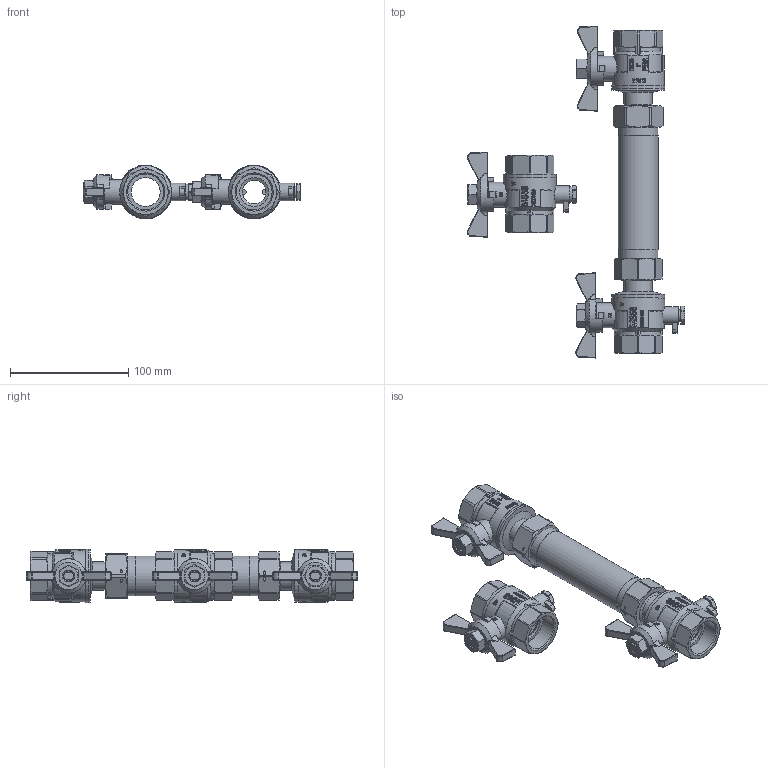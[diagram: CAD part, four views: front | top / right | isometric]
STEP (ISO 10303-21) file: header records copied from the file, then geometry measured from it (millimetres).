
FILE_DESCRIPTION(/* description */ ('Unknown'),/* implementation_level */ '2;1');
FILE_NAME(/* name */ '80120004',/* time_stamp */ '2023-07-12T13:02:45+02:00',/* author */ ('Unknown'),/* organization */ ('Unknown'),/* preprocessor_version */ 'ST-DEVELOPER v18.102',/* originating_system */ 'Solid Edge',/* authorisation */ 'Unknown');
FILE_SCHEMA (('AUTOMOTIVE_DESIGN {1 0 10303 214 3 1 1}'));
Length unit declared in the file: millimetre
Products named in the file (41): 80120004; 708-66-ø24_aktuell_oa_0; 708-1-Kvrper-co_oa_1; Verschraubung; Gehduse; 724-66-Zusammenbau; _berwurfmutter; Speerring; Dichtung; Mutter; 1; 708-1-Spindel-co_oa_2; Spindel; Stopfbuchse; 722-66_oa_3; B1; F-griff-1.1; M10-1-Mutter-al.g..1; Kvrper-co_oa_4; Schtaube; Kvrper; Spindel-co_oa_5; verschraubung-co; Einschraubteil; Sperring; 98708712-1x130; 712-06_oa_6; Spindel-co_oa_7; Kvrper-co_oa_8; 600-1-Mutter-fl.g.
Assembly tree (40 placements, depth 5):
  80120004
    708-66-ø24_aktuell_oa_0
      708-1-Kvrper-co_oa_1
        Verschraubung
        Gehduse
        724-66-Zusammenbau
          _berwurfmutter
          Speerring
          Dichtung
      Mutter
      1
      708-1-Spindel-co_oa_2
        Spindel
        Stopfbuchse
    722-66_oa_3
      B1
        F-griff-1.1
        M10-1-Mutter-al.g..1
      Kvrper-co_oa_4
        Schtaube
        Kvrper
      Spindel-co_oa_5
        Spindel
        Stopfbuchse
      verschraubung-co
        _berwurfmutter
        Einschraubteil
        Dichtung
        Sperring
    98708712-1x130
    712-06_oa_6
      Spindel-co_oa_7
        Spindel
        Stopfbuchse
      1
      Kvrper-co_oa_8
        Einschraubteil
        Kvrper
        Dichtung
        Schtaube
      600-1-Mutter-fl.g.
Bounding box: 183.9 x 280.7 x 45.36 mm (x, y, z)
Volume: 218321.6 mm3; surface area: 135336 mm2
Topology: 28 solids, 28 shells, 3529 faces, 9797 edges, 6472 vertices
Faces by surface type: plane 2856, cylinder 389, cone 215, bspline 42, sphere 24, torus 3
Full cylindrical faces by diameter (mm): 1.5 x4, 5 x2, 5.9 x2, 8.5 x3, 8.8 x2, 8.9 x1, 8.92 x2, 10 x3, 12 x6, 12.1 x3, 12.5 x3, 13 x1, 14 x3, 14.5 x3, 15 x2, 16 x3, 16.376 x1, 16.5 x2, 18 x3, 20 x2, 21 x3, 22 x2, 22.5 x3, 24 x3, 24.5 x3, 24.7 x1, 28 x2, 30 x1, 30.2 x2, 30.291 x7
Entity records: 128767 total; most frequent: CARTESIAN_POINT 34150, DIRECTION 21389, ORIENTED_EDGE 19044, EDGE_CURVE 9522, AXIS2_PLACEMENT_3D 8825, VERTEX_POINT 6399, ELLIPSE 3976, FACE_BOUND 3939
